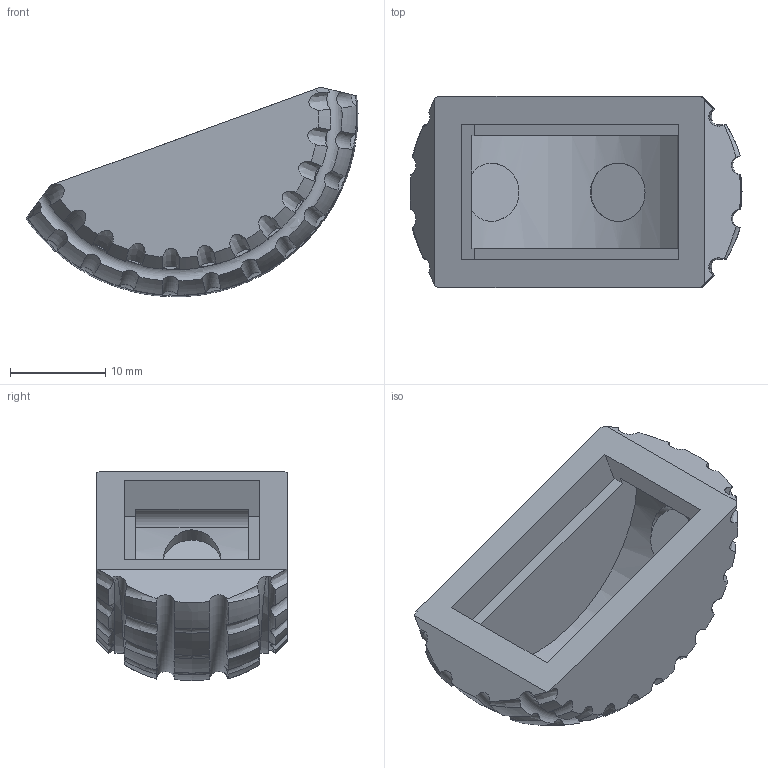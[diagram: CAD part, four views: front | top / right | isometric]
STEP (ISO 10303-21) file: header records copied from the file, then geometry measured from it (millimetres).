
FILE_DESCRIPTION(/* description */ (''),/* implementation_level */ '2;1');
FILE_NAME(/* name */ '5f1a56a8b9fe9c131d3799e3',/* time_stamp */ '2020-07-24T03:34:01+00:00',/* author */ (''),/* organization */ (''),/* preprocessor_version */ 'ST-DEVELOPER v16.7',/* originating_system */ $,/* authorisation */ $);
FILE_SCHEMA (('AUTOMOTIVE_DESIGN {1 0 10303 214 3 1 1}'));
Length unit declared in the file: metre
Products named in the file (1): Foot
Bounding box: 34.77 x 20 x 21.95 mm (x, y, z)
Volume: 3783.3 mm3; surface area: 3523.6 mm2
Topology: 1 solids, 1 shells, 162 faces, 457 edges, 302 vertices
Faces by surface type: torus 107, bspline 24, plane 18, cylinder 13
Entity records: 6817 total; most frequent: CARTESIAN_POINT 3115, ORIENTED_EDGE 914, DIRECTION 593, EDGE_CURVE 457, VERTEX_POINT 302, B_SPLINE_CURVE_WITH_KNOTS 285, AXIS2_PLACEMENT_3D 282, EDGE_LOOP 167
